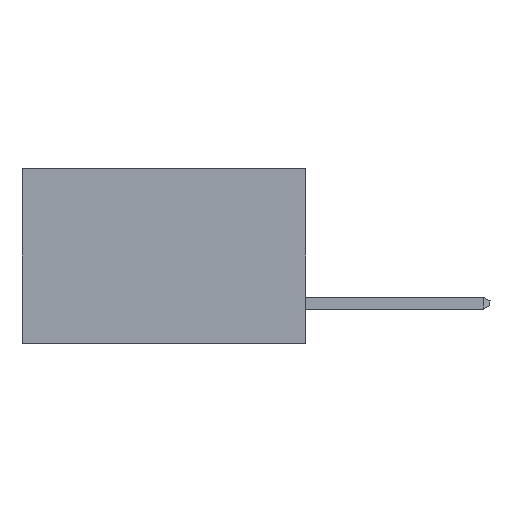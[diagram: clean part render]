
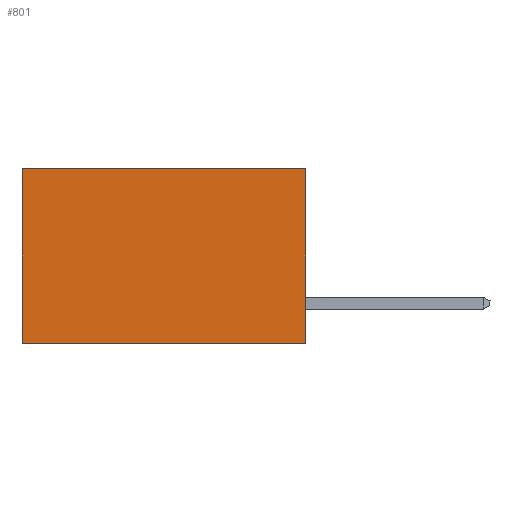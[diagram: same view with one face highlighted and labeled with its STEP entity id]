
A CAD part, left-side view. The second image highlights one B-rep face of the part: STEP entity #801.
In plain terms, the highlighted planar face has unit normal (-1, 0, 0).
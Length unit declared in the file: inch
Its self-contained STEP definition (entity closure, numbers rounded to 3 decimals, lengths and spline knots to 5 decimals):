
#801 = ADVANCED_FACE ( 'NONE', ( #1154 ), #14506, .F. ) ;
#996 = EDGE_LOOP ( 'NONE', ( #6904, #6145, #7155, #10136 ) ) ;
#1154 = FACE_OUTER_BOUND ( 'NONE', #996, .T. ) ;
#1212 = VERTEX_POINT ( 'NONE', #20725 ) ;
#1927 = VECTOR ( 'NONE', #7605, 39.37008 ) ;
#2687 = CARTESIAN_POINT ( 'NONE',  ( 0.298, 0., 0. ) ) ;
#2765 = EDGE_CURVE ( 'NONE', #8541, #1212, #5309, .T. ) ;
#3088 = CARTESIAN_POINT ( 'NONE',  ( 0.298, 0., 0. ) ) ;
#4404 = CARTESIAN_POINT ( 'NONE',  ( 0.298, 0.6, 0. ) ) ;
#4829 = LINE ( 'NONE', #20014, #9775 ) ;
#5214 = CARTESIAN_POINT ( 'NONE',  ( 0.298, 0., -0.37 ) ) ;
#5309 = LINE ( 'NONE', #11374, #1927 ) ;
#5483 = VERTEX_POINT ( 'NONE', #12719 ) ;
#6145 = ORIENTED_EDGE ( 'NONE', *, *, #24715, .F. ) ;
#6904 = ORIENTED_EDGE ( 'NONE', *, *, #2765, .T. ) ;
#7155 = ORIENTED_EDGE ( 'NONE', *, *, #12792, .F. ) ;
#7605 = DIRECTION ( 'NONE',  ( 0., 0., -1. ) ) ;
#7981 = CARTESIAN_POINT ( 'NONE',  ( 0.298, 0., -0.37 ) ) ;
#8014 = DIRECTION ( 'NONE',  ( 0., 1., 0. ) ) ;
#8541 = VERTEX_POINT ( 'NONE', #4404 ) ;
#8564 = DIRECTION ( 'NONE',  ( 1., 0., 0. ) ) ;
#9775 = VECTOR ( 'NONE', #8014, 39.37008 ) ;
#10136 = ORIENTED_EDGE ( 'NONE', *, *, #12541, .T. ) ;
#11374 = CARTESIAN_POINT ( 'NONE',  ( 0.298, 0.6, 0. ) ) ;
#11917 = VERTEX_POINT ( 'NONE', #7981 ) ;
#12541 = EDGE_CURVE ( 'NONE', #5483, #8541, #4829, .T. ) ;
#12719 = CARTESIAN_POINT ( 'NONE',  ( 0.298, 0., 0. ) ) ;
#12792 = EDGE_CURVE ( 'NONE', #5483, #11917, #19586, .T. ) ;
#14506 = PLANE ( 'NONE',  #17352 ) ;
#15476 = VECTOR ( 'NONE', #17241, 39.37008 ) ;
#16451 = DIRECTION ( 'NONE',  ( 0., 0., -1. ) ) ;
#16855 = DIRECTION ( 'NONE',  ( 0., 0., -1. ) ) ;
#17241 = DIRECTION ( 'NONE',  ( 0., 1., 0. ) ) ;
#17352 = AXIS2_PLACEMENT_3D ( 'NONE', #2687, #8564, #16451 ) ;
#19586 = LINE ( 'NONE', #3088, #24824 ) ;
#20014 = CARTESIAN_POINT ( 'NONE',  ( 0.298, 0., 0. ) ) ;
#20725 = CARTESIAN_POINT ( 'NONE',  ( 0.298, 0.6, -0.37 ) ) ;
#24403 = LINE ( 'NONE', #5214, #15476 ) ;
#24715 = EDGE_CURVE ( 'NONE', #11917, #1212, #24403, .T. ) ;
#24824 = VECTOR ( 'NONE', #16855, 39.37008 ) ;
